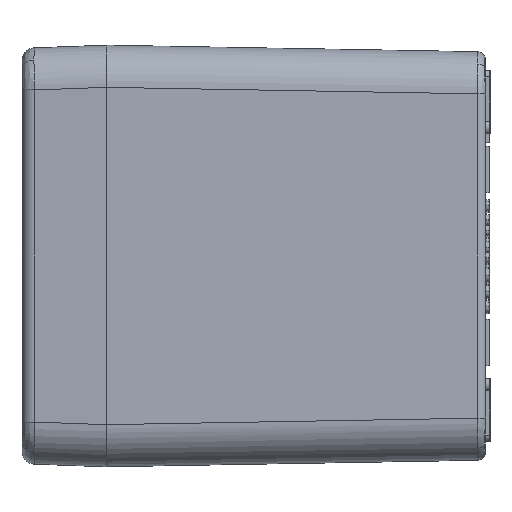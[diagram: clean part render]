
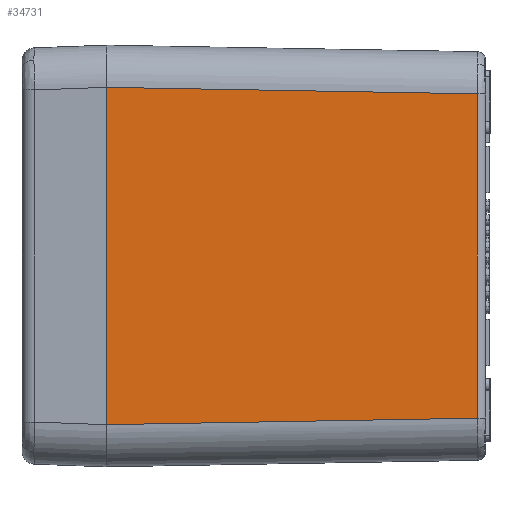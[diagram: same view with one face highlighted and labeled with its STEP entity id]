
A CAD part, left-side view. The second image highlights one B-rep face of the part: STEP entity #34731.
In plain terms, the highlighted planar face has unit normal (-1, -0.018, 0).
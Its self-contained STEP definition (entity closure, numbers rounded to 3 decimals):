
#2677 = VECTOR ( 'NONE', #31700, 1000. ) ;
#2692 = VECTOR ( 'NONE', #31974, 1000. ) ;
#2693 = VECTOR ( 'NONE', #31976, 1000. ) ;
#2694 = VECTOR ( 'NONE', #31978, 1000. ) ;
#3117 = LINE ( 'NONE', #31699, #2677 ) ;
#3132 = LINE ( 'NONE', #31973, #2692 ) ;
#3133 = LINE ( 'NONE', #31975, #2693 ) ;
#3134 = LINE ( 'NONE', #31977, #2694 ) ;
#6790 = CARTESIAN_POINT ( 'NONE',  ( -115., 0., -40.002 ) ) ;
#6791 = CARTESIAN_POINT ( 'NONE',  ( -115., 0., 40.002 ) ) ;
#6820 = CARTESIAN_POINT ( 'NONE',  ( -113.463, -88.035, -38.465 ) ) ;
#22674 = EDGE_LOOP ( 'NONE', ( #43072, #43074, #43073, #43075 ) ) ;
#25055 = VERTEX_POINT ( 'NONE', #41581 ) ;
#29923 = AXIS2_PLACEMENT_3D ( 'NONE', #42371, #42372, #42373 ) ;
#31699 = CARTESIAN_POINT ( 'NONE',  ( -115., 0., -50. ) ) ;
#31700 = DIRECTION ( 'NONE',  ( 0., 0., 1. ) ) ;
#31973 = CARTESIAN_POINT ( 'NONE',  ( -113.463, -88.035, 38.431 ) ) ;
#31974 = DIRECTION ( 'NONE',  ( 0., 0., 1. ) ) ;
#31975 = CARTESIAN_POINT ( 'NONE',  ( -115.003, 0.174, -40.005 ) ) ;
#31976 = DIRECTION ( 'NONE',  ( 0.017, -1., 0.017 ) ) ;
#31977 = CARTESIAN_POINT ( 'NONE',  ( -114.973, -1.57, 39.974 ) ) ;
#31978 = DIRECTION ( 'NONE',  ( -0.017, 1., 0.017 ) ) ;
#34731 = ADVANCED_FACE ( 'NONE', ( #49488 ), #42370, .T. ) ;
#36555 = EDGE_CURVE ( 'NONE', #44157, #44158, #3117, .T. ) ;
#36585 = EDGE_CURVE ( 'NONE', #44187, #25055, #3132, .T. ) ;
#36586 = EDGE_CURVE ( 'NONE', #44157, #44187, #3133, .T. ) ;
#36587 = EDGE_CURVE ( 'NONE', #25055, #44158, #3134, .T. ) ;
#41581 = CARTESIAN_POINT ( 'NONE',  ( -113.463, -88.035, 38.465 ) ) ;
#42370 = PLANE ( 'NONE',  #29923 ) ;
#42371 = CARTESIAN_POINT ( 'NONE',  ( -115., 0., -50. ) ) ;
#42372 = DIRECTION ( 'NONE',  ( -1., -0.017, 0. ) ) ;
#42373 = DIRECTION ( 'NONE',  ( 0.017, -1., 0. ) ) ;
#43072 = ORIENTED_EDGE ( 'NONE', *, *, #36586, .T. ) ;
#43073 = ORIENTED_EDGE ( 'NONE', *, *, #36587, .T. ) ;
#43074 = ORIENTED_EDGE ( 'NONE', *, *, #36585, .T. ) ;
#43075 = ORIENTED_EDGE ( 'NONE', *, *, #36555, .F. ) ;
#44157 = VERTEX_POINT ( 'NONE', #6790 ) ;
#44158 = VERTEX_POINT ( 'NONE', #6791 ) ;
#44187 = VERTEX_POINT ( 'NONE', #6820 ) ;
#49488 = FACE_OUTER_BOUND ( 'NONE', #22674, .T. ) ;
